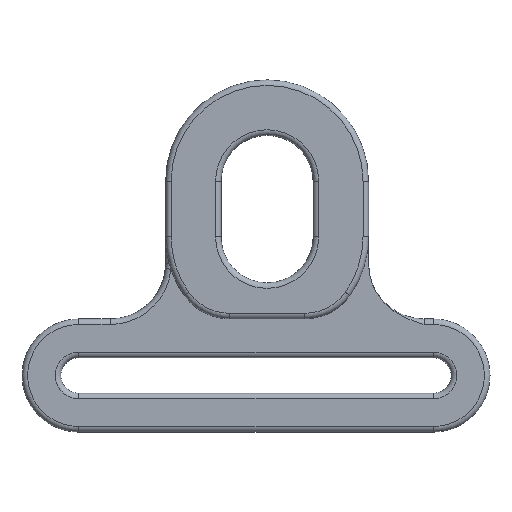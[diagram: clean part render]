
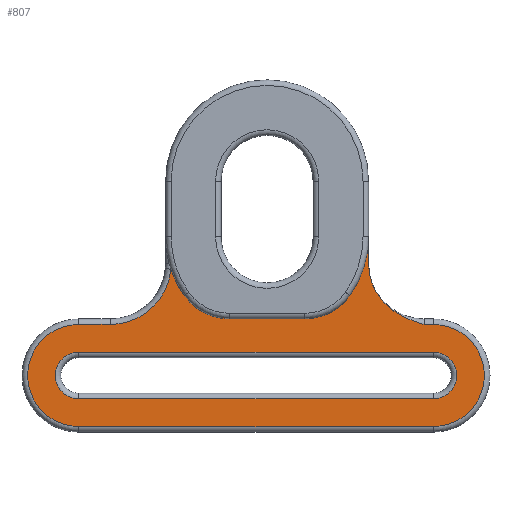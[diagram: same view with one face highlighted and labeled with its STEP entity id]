
A CAD part, top view. The second image highlights one B-rep face of the part: STEP entity #807.
In plain terms, the highlighted planar face has unit normal (0, 0, 1).
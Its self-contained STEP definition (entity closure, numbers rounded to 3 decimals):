
#15=FACE_BOUND('',#110,.T.);
#21=PLANE('',#885);
#32=B_SPLINE_CURVE_WITH_KNOTS('',3,(#1279,#1280,#1281,#1282,#1283,#1284,
#1285,#1286,#1287,#1288,#1289,#1290,#1291,#1292,#1293,#1294,#1295,#1296),
 .UNSPECIFIED.,.F.,.F.,(4,2,2,2,2,2,2,2,4),(2.238,2.324,
2.409,2.496,2.583,2.673,2.763,
2.878,2.993),.UNSPECIFIED.);
#58=FACE_OUTER_BOUND('',#109,.T.);
#109=EDGE_LOOP('',(#567,#568,#569,#570,#571,#572,#573,#574,#575,#576,#577,
#578,#579));
#110=EDGE_LOOP('',(#580,#581,#582,#583));
#161=LINE('',#1308,#217);
#163=LINE('',#1317,#219);
#164=LINE('',#1328,#220);
#170=LINE('',#1348,#226);
#171=LINE('',#1352,#227);
#172=LINE('',#1355,#228);
#173=LINE('',#1361,#229);
#217=VECTOR('',#1000,10.);
#219=VECTOR('',#1008,10.);
#220=VECTOR('',#1021,10.);
#226=VECTOR('',#1043,10.);
#227=VECTOR('',#1046,10.);
#228=VECTOR('',#1049,10.);
#229=VECTOR('',#1054,10.);
#274=CIRCLE('',#875,2.1);
#277=CIRCLE('',#880,2.1);
#280=CIRCLE('',#886,5.5);
#281=CIRCLE('',#887,4.6);
#282=CIRCLE('',#888,4.6);
#283=CIRCLE('',#889,9.15);
#284=CIRCLE('',#890,5.);
#285=CIRCLE('',#891,5.);
#286=CIRCLE('',#892,9.15);
#335=VERTEX_POINT('',#1277);
#336=VERTEX_POINT('',#1278);
#340=VERTEX_POINT('',#1306);
#341=VERTEX_POINT('',#1310);
#344=VERTEX_POINT('',#1315);
#346=VERTEX_POINT('',#1320);
#348=VERTEX_POINT('',#1326);
#352=VERTEX_POINT('',#1344);
#353=VERTEX_POINT('',#1345);
#354=VERTEX_POINT('',#1347);
#355=VERTEX_POINT('',#1349);
#356=VERTEX_POINT('',#1351);
#357=VERTEX_POINT('',#1353);
#358=VERTEX_POINT('',#1356);
#359=VERTEX_POINT('',#1358);
#360=VERTEX_POINT('',#1360);
#361=VERTEX_POINT('',#1362);
#409=EDGE_CURVE('',#335,#336,#32,.T.);
#416=EDGE_CURVE('',#335,#340,#161,.T.);
#420=EDGE_CURVE('',#344,#341,#163,.T.);
#422=EDGE_CURVE('',#346,#344,#274,.T.);
#425=EDGE_CURVE('',#348,#346,#164,.T.);
#427=EDGE_CURVE('',#341,#348,#277,.T.);
#434=EDGE_CURVE('',#352,#353,#280,.T.);
#435=EDGE_CURVE('',#354,#352,#170,.T.);
#436=EDGE_CURVE('',#355,#354,#281,.T.);
#437=EDGE_CURVE('',#356,#355,#171,.T.);
#438=EDGE_CURVE('',#357,#356,#282,.T.);
#439=EDGE_CURVE('',#336,#357,#172,.T.);
#440=EDGE_CURVE('',#358,#340,#283,.T.);
#441=EDGE_CURVE('',#359,#358,#284,.F.);
#442=EDGE_CURVE('',#360,#359,#173,.T.);
#443=EDGE_CURVE('',#361,#360,#285,.F.);
#444=EDGE_CURVE('',#353,#361,#286,.T.);
#567=ORIENTED_EDGE('',*,*,#434,.F.);
#568=ORIENTED_EDGE('',*,*,#435,.F.);
#569=ORIENTED_EDGE('',*,*,#436,.F.);
#570=ORIENTED_EDGE('',*,*,#437,.F.);
#571=ORIENTED_EDGE('',*,*,#438,.F.);
#572=ORIENTED_EDGE('',*,*,#439,.F.);
#573=ORIENTED_EDGE('',*,*,#409,.F.);
#574=ORIENTED_EDGE('',*,*,#416,.T.);
#575=ORIENTED_EDGE('',*,*,#440,.F.);
#576=ORIENTED_EDGE('',*,*,#441,.F.);
#577=ORIENTED_EDGE('',*,*,#442,.F.);
#578=ORIENTED_EDGE('',*,*,#443,.F.);
#579=ORIENTED_EDGE('',*,*,#444,.F.);
#580=ORIENTED_EDGE('',*,*,#420,.F.);
#581=ORIENTED_EDGE('',*,*,#422,.F.);
#582=ORIENTED_EDGE('',*,*,#425,.F.);
#583=ORIENTED_EDGE('',*,*,#427,.F.);
#807=ADVANCED_FACE('',(#58,#15),#21,.T.);
#875=AXIS2_PLACEMENT_3D('',#1322,#1013,#1014);
#880=AXIS2_PLACEMENT_3D('',#1331,#1025,#1026);
#885=AXIS2_PLACEMENT_3D('',#1343,#1039,#1040);
#886=AXIS2_PLACEMENT_3D('',#1346,#1041,#1042);
#887=AXIS2_PLACEMENT_3D('',#1350,#1044,#1045);
#888=AXIS2_PLACEMENT_3D('',#1354,#1047,#1048);
#889=AXIS2_PLACEMENT_3D('',#1357,#1050,#1051);
#890=AXIS2_PLACEMENT_3D('',#1359,#1052,#1053);
#891=AXIS2_PLACEMENT_3D('',#1363,#1055,#1056);
#892=AXIS2_PLACEMENT_3D('',#1364,#1057,#1058);
#1000=DIRECTION('',(0.,1.,0.));
#1008=DIRECTION('',(1.,0.,0.));
#1013=DIRECTION('center_axis',(0.,0.,
1.));
#1014=DIRECTION('ref_axis',(-1.,0.,0.));
#1021=DIRECTION('',(-1.,0.,0.));
#1025=DIRECTION('center_axis',(0.,0.,
1.));
#1026=DIRECTION('ref_axis',(1.,0.,0.));
#1039=DIRECTION('center_axis',(0.,0.,
1.));
#1040=DIRECTION('ref_axis',(-1.,0.,0.));
#1041=DIRECTION('center_axis',(0.,0.,
1.));
#1042=DIRECTION('ref_axis',(0.707,-0.707,0.));
#1043=DIRECTION('',(1.,0.,0.));
#1044=DIRECTION('center_axis',(0.,0.,
-1.));
#1045=DIRECTION('ref_axis',(-1.,0.,0.));
#1046=DIRECTION('',(-1.,0.,0.));
#1047=DIRECTION('center_axis',(0.,0.,
-1.));
#1048=DIRECTION('ref_axis',(1.,0.,0.));
#1049=DIRECTION('',(1.,0.,0.));
#1050=DIRECTION('center_axis',(0.,0.,
1.));
#1051=DIRECTION('ref_axis',(-1.,0.,0.));
#1052=DIRECTION('center_axis',(0.,0.,
-1.));
#1053=DIRECTION('ref_axis',(0.459,-0.888,0.));
#1054=DIRECTION('',(1.,0.,0.));
#1055=DIRECTION('center_axis',(0.,0.,
-1.));
#1056=DIRECTION('ref_axis',(-0.459,-0.888,0.));
#1057=DIRECTION('center_axis',(0.,0.,
1.));
#1058=DIRECTION('ref_axis',(-1.,0.,0.));
#1277=CARTESIAN_POINT('',(-147.85,-163.423,-250.35));
#1278=CARTESIAN_POINT('',(-142.85,-168.9,-250.35));
#1279=CARTESIAN_POINT('Ctrl Pts',(-147.85,-163.423,-250.35));
#1280=CARTESIAN_POINT('Ctrl Pts',(-147.85,-163.709,-250.35));
#1281=CARTESIAN_POINT('Ctrl Pts',(-147.824,-164.021,-250.35));
#1282=CARTESIAN_POINT('Ctrl Pts',(-147.712,-164.636,-250.35));
#1283=CARTESIAN_POINT('Ctrl Pts',(-147.626,-164.938,-250.35));
#1284=CARTESIAN_POINT('Ctrl Pts',(-147.424,-165.477,-250.35));
#1285=CARTESIAN_POINT('Ctrl Pts',(-147.288,-165.764,-250.35));
#1286=CARTESIAN_POINT('Ctrl Pts',(-146.963,-166.308,-250.35));
#1287=CARTESIAN_POINT('Ctrl Pts',(-146.774,-166.564,-250.35));
#1288=CARTESIAN_POINT('Ctrl Pts',(-146.389,-167.009,-250.35));
#1289=CARTESIAN_POINT('Ctrl Pts',(-146.155,-167.238,-250.35));
#1290=CARTESIAN_POINT('Ctrl Pts',(-145.649,-167.65,-250.35));
#1291=CARTESIAN_POINT('Ctrl Pts',(-145.377,-167.834,-250.35));
#1292=CARTESIAN_POINT('Ctrl Pts',(-144.786,-168.176,-250.35));
#1293=CARTESIAN_POINT('Ctrl Pts',(-144.405,-168.354,-250.35));
#1294=CARTESIAN_POINT('Ctrl Pts',(-143.619,-168.657,-250.35));
#1295=CARTESIAN_POINT('Ctrl Pts',(-143.216,-168.784,-250.35));
#1296=CARTESIAN_POINT('Ctrl Pts',(-142.85,-168.9,-250.35));
#1306=CARTESIAN_POINT('',(-147.85,-161.,-250.35));
#1308=CARTESIAN_POINT('',(-147.85,-161.,-250.35));
#1310=CARTESIAN_POINT('',(-142.,-175.6,-250.35));
#1315=CARTESIAN_POINT('',(-174.,-175.6,-250.35));
#1317=CARTESIAN_POINT('',(-150.,-175.6,-250.35));
#1320=CARTESIAN_POINT('',(-174.,-171.4,-250.35));
#1322=CARTESIAN_POINT('Origin',(-174.,-173.5,-250.35));
#1326=CARTESIAN_POINT('',(-142.,-171.4,-250.35));
#1328=CARTESIAN_POINT('',(-166.,-171.4,-250.35));
#1331=CARTESIAN_POINT('Origin',(-142.,-173.5,-250.35));
#1343=CARTESIAN_POINT('Origin',(-158.,-169.8,-250.35));
#1344=CARTESIAN_POINT('',(-171.15,-168.9,-250.35));
#1345=CARTESIAN_POINT('',(-165.674,-163.913,-250.35));
#1346=CARTESIAN_POINT('Origin',(-171.15,-163.4,-250.35));
#1347=CARTESIAN_POINT('',(-174.,-168.9,-250.35));
#1348=CARTESIAN_POINT('',(-162.075,-168.9,-250.35));
#1349=CARTESIAN_POINT('',(-174.,-178.1,-250.35));
#1350=CARTESIAN_POINT('Origin',(-174.,-173.5,-250.35));
#1351=CARTESIAN_POINT('',(-142.,-178.1,-250.35));
#1352=CARTESIAN_POINT('',(-166.,-178.1,-250.35));
#1353=CARTESIAN_POINT('',(-142.,-168.9,-250.35));
#1354=CARTESIAN_POINT('Origin',(-142.,-173.5,-250.35));
#1355=CARTESIAN_POINT('',(-150.,-168.9,-250.35));
#1356=CARTESIAN_POINT('',(-149.535,-166.292,-250.35));
#1357=CARTESIAN_POINT('Origin',(-157.,-161.,-250.35));
#1358=CARTESIAN_POINT('',(-153.614,-168.4,-250.35));
#1359=CARTESIAN_POINT('Origin',(-153.614,-163.4,-250.35));
#1360=CARTESIAN_POINT('',(-160.386,-168.4,-250.35));
#1361=CARTESIAN_POINT('',(-160.191,-168.4,-250.35));
#1362=CARTESIAN_POINT('',(-164.465,-166.292,-250.35));
#1363=CARTESIAN_POINT('Origin',(-160.386,-163.4,-250.35));
#1364=CARTESIAN_POINT('Origin',(-157.,-161.,-250.35));
